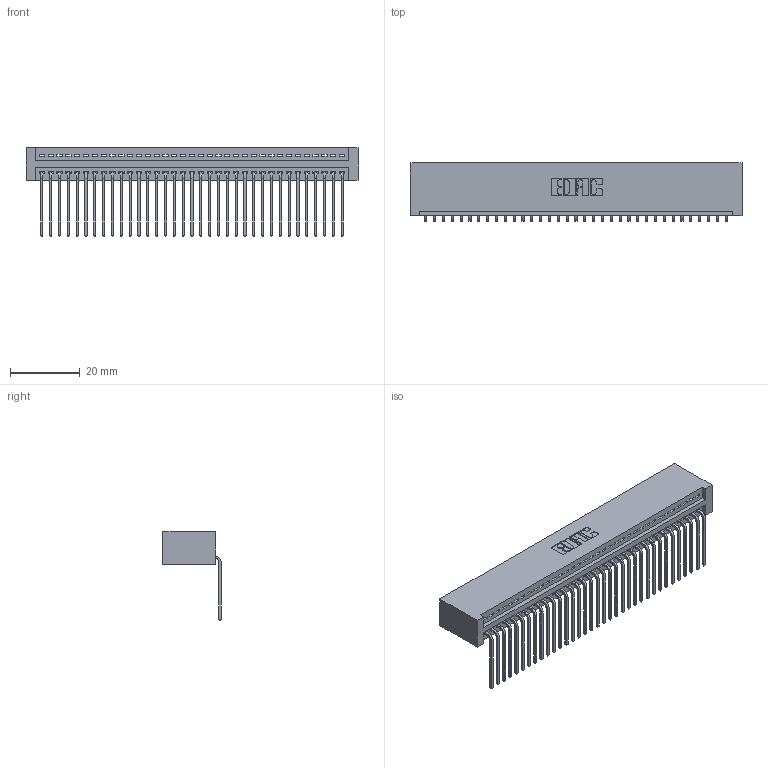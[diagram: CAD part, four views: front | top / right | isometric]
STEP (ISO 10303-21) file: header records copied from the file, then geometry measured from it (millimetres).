
FILE_DESCRIPTION (( 'STEP AP203' ), '1' );
FILE_NAME ('395-035-559-101.STEP', '2018-11-13T17:20:55', ( '' ), ( '' ), 'SwSTEP 2.0', 'SolidWorks 2016', '' );
FILE_SCHEMA (( 'CONFIG_CONTROL_DESIGN' ));
Length unit declared in the file: inch
Products named in the file (3): 345-292-001_558 559 Tail - 1; 345 Part_No Mounting Lugs; 395-035-559-101
Assembly tree (36 placements, depth 2):
  395-035-559-101
    345 Part_No Mounting Lugs
    345-292-001_558 559 Tail - 1  x35
Bounding box: 95.5 x 16.75 x 25.53 mm (x, y, z)
Volume: 9714.7 mm3; surface area: 13690.2 mm2
Topology: 36 solids, 36 shells, 2218 faces, 6687 edges, 4410 vertices
Faces by surface type: plane 1546, cylinder 672
Entity records: 27091 total; most frequent: CARTESIAN_POINT 4701, ORIENTED_EDGE 4670, DIRECTION 4109, EDGE_CURVE 2335, VECTOR 2071, LINE 2071, VERTEX_POINT 1554, AXIS2_PLACEMENT_3D 1019
